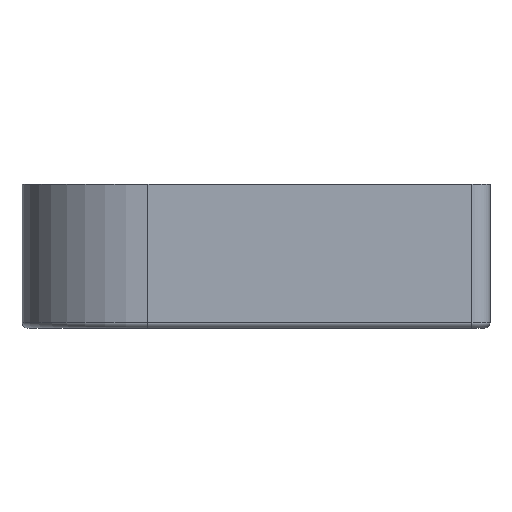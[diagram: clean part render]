
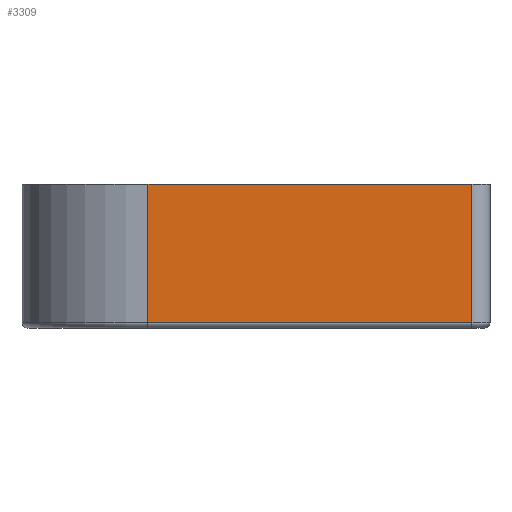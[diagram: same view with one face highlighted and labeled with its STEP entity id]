
A CAD part, left-side view. The second image highlights one B-rep face of the part: STEP entity #3309.
In plain terms, the highlighted planar face has unit normal (-1, 0, 0).
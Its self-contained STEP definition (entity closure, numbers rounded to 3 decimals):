
#5 = VECTOR ( 'NONE', #817, 1000. ) ;
#39 = EDGE_CURVE ( 'NONE', #685, #139, #3312, .T. ) ;
#139 = VERTEX_POINT ( 'NONE', #1049 ) ;
#462 = VECTOR ( 'NONE', #1334, 1000. ) ;
#655 = AXIS2_PLACEMENT_3D ( 'NONE', #1516, #2068, #1272 ) ;
#685 = VERTEX_POINT ( 'NONE', #731 ) ;
#715 = EDGE_CURVE ( 'NONE', #2345, #893, #716, .T. ) ;
#716 = LINE ( 'NONE', #828, #5 ) ;
#722 = LINE ( 'NONE', #2851, #1155 ) ;
#731 = CARTESIAN_POINT ( 'NONE',  ( -18., 1., 8. ) ) ;
#817 = DIRECTION ( 'NONE',  ( 0., 0., -1. ) ) ;
#828 = CARTESIAN_POINT ( 'NONE',  ( -18., 19., 8. ) ) ;
#893 = VERTEX_POINT ( 'NONE', #1209 ) ;
#1049 = CARTESIAN_POINT ( 'NONE',  ( -18., 1., 0.3 ) ) ;
#1155 = VECTOR ( 'NONE', #1235, 1000. ) ;
#1209 = CARTESIAN_POINT ( 'NONE',  ( -18., 19., 0.3 ) ) ;
#1229 = CARTESIAN_POINT ( 'NONE',  ( -18., 19., 8. ) ) ;
#1235 = DIRECTION ( 'NONE',  ( 0., -1., 0. ) ) ;
#1272 = DIRECTION ( 'NONE',  ( 0., 1., 0. ) ) ;
#1320 = ORIENTED_EDGE ( 'NONE', *, *, #715, .T. ) ;
#1334 = DIRECTION ( 'NONE',  ( 0., -1., 0. ) ) ;
#1467 = PLANE ( 'NONE',  #655 ) ;
#1516 = CARTESIAN_POINT ( 'NONE',  ( -18., 19., 8. ) ) ;
#1531 = ORIENTED_EDGE ( 'NONE', *, *, #39, .F. ) ;
#1745 = VECTOR ( 'NONE', #2816, 1000. ) ;
#1971 = EDGE_CURVE ( 'NONE', #893, #139, #722, .T. ) ;
#2068 = DIRECTION ( 'NONE',  ( 1., 0., 0. ) ) ;
#2345 = VERTEX_POINT ( 'NONE', #1229 ) ;
#2360 = FACE_OUTER_BOUND ( 'NONE', #2632, .T. ) ;
#2500 = ORIENTED_EDGE ( 'NONE', *, *, #1971, .T. ) ;
#2585 = CARTESIAN_POINT ( 'NONE',  ( -18., 1., 8. ) ) ;
#2632 = EDGE_LOOP ( 'NONE', ( #1320, #2500, #1531, #2845 ) ) ;
#2816 = DIRECTION ( 'NONE',  ( 0., 0., -1. ) ) ;
#2845 = ORIENTED_EDGE ( 'NONE', *, *, #2872, .F. ) ;
#2851 = CARTESIAN_POINT ( 'NONE',  ( -18., 19., 0.3 ) ) ;
#2872 = EDGE_CURVE ( 'NONE', #2345, #685, #3413, .T. ) ;
#3233 = CARTESIAN_POINT ( 'NONE',  ( -18., 19., 8. ) ) ;
#3309 = ADVANCED_FACE ( 'NONE', ( #2360 ), #1467, .F. ) ;
#3312 = LINE ( 'NONE', #2585, #1745 ) ;
#3413 = LINE ( 'NONE', #3233, #462 ) ;
